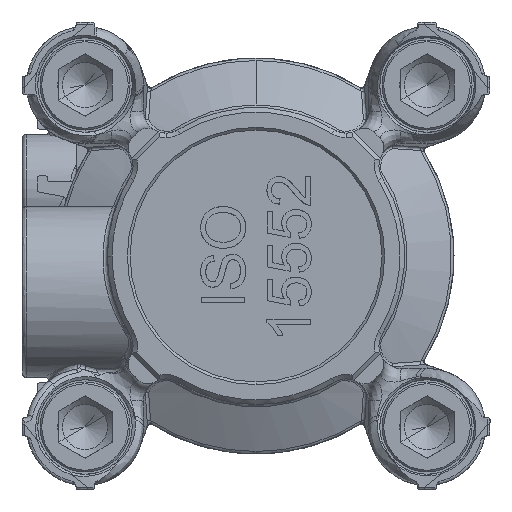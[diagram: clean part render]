
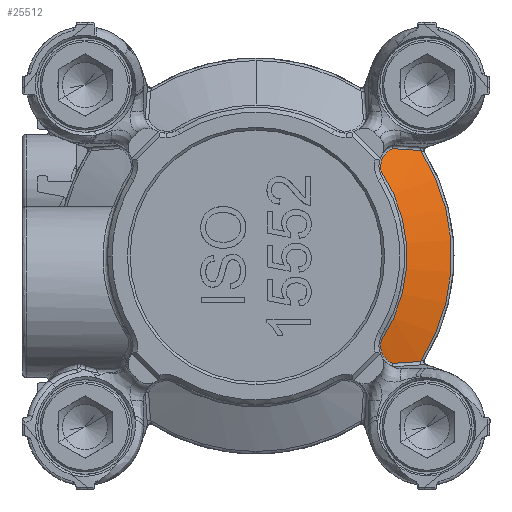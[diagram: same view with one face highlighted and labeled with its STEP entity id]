
A CAD part, front view. The second image highlights one B-rep face of the part: STEP entity #25512.
In plain terms, the highlighted conical face has half-angle 63.5 degrees and reference radius 21.723 mm.
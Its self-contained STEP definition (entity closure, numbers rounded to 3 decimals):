
#1399 = DIRECTION ( 'NONE',  ( 0., 1., 0. ) ) ;
#2436 = CARTESIAN_POINT ( 'NONE',  ( 13.994, 22.665, -10.705 ) ) ;
#4065 = CARTESIAN_POINT ( 'NONE',  ( 18.289, 24.711, -11.721 ) ) ;
#4444 = CARTESIAN_POINT ( 'NONE',  ( 14.081, 22.758, -10.9 ) ) ;
#5008 = CARTESIAN_POINT ( 'NONE',  ( 14.355, 22.997, 11.326 ) ) ;
#6066 = VERTEX_POINT ( 'NONE', #48045 ) ;
#6510 = CARTESIAN_POINT ( 'NONE',  ( 14.769, 23.277, 11.707 ) ) ;
#7619 = ORIENTED_EDGE ( 'NONE', *, *, #44937, .T. ) ;
#10988 = B_SPLINE_CURVE_WITH_KNOTS ( 'NONE', 3,
 ( #90838, #74593, #36489, #6510, #83722, #82712, #58844, #27843, #91845, #5008, #60853, #68469, #44108, #66962, #52238, #51242, #13128, #28840, #67468, #97951, #50738, #99452, #81695, #12142, #75586 ),
 .UNSPECIFIED., .F., .F.,
 ( 4, 2, 1, 2, 2, 2, 1, 2, 2, 2, 1, 2, 2, 4 ),
 ( 0., 0.125, 0.188, 0.219, 0.25, 0.375, 0.438, 0.469, 0.5, 0.625, 0.688, 0.719, 0.75, 1. ),
 .UNSPECIFIED. ) ;
#11570 = CARTESIAN_POINT ( 'NONE',  ( 13.848, 22.348, -9.835 ) ) ;
#11603 = AXIS2_PLACEMENT_3D ( 'NONE', #94350, #1399, #92347 ) ;
#12142 = CARTESIAN_POINT ( 'NONE',  ( 13.848, 22.29, 9.634 ) ) ;
#13128 = CARTESIAN_POINT ( 'NONE',  ( 13.978, 22.648, 10.672 ) ) ;
#16378 = EDGE_LOOP ( 'NONE', ( #56704, #40463, #69655, #41272, #58115, #7619 ) ) ;
#17220 = VERTEX_POINT ( 'NONE', #82682 ) ;
#19676 = CARTESIAN_POINT ( 'NONE',  ( 14.379, 23.014, -11.352 ) ) ;
#22002 = EDGE_CURVE ( 'NONE', #49808, #38443, #29718, .T. ) ;
#25512 = ADVANCED_FACE ( 'NONE', ( #30356 ), #74804, .T. ) ;
#25803 = CARTESIAN_POINT ( 'NONE',  ( 14.208, 22.879, -11.13 ) ) ;
#27843 = CARTESIAN_POINT ( 'NONE',  ( 14.555, 23.139, 11.532 ) ) ;
#28840 = CARTESIAN_POINT ( 'NONE',  ( 13.923, 22.571, 10.487 ) ) ;
#29718 = B_SPLINE_CURVE_WITH_KNOTS ( 'NONE', 3,
 ( #60880, #38512, #45638, #53261 ),
 .UNSPECIFIED., .F., .F.,
 ( 4, 4 ),
 ( 0., 1. ),
 .UNSPECIFIED. ) ;
#30356 = FACE_OUTER_BOUND ( 'NONE', #16378, .T. ) ;
#32957 = B_SPLINE_CURVE_WITH_KNOTS ( 'NONE', 3,
 ( #49171, #89757, #42044, #11570, #72518, #74019, #72020, #73027, #88751, #50173, #73524, #34913, #2436, #97383, #65894, #33416, #4444, #58278, #25803, #89257, #19676, #35413, #56788, #87753, #33917, #51668, #60785 ),
 .UNSPECIFIED., .F., .F.,
 ( 4, 2, 1, 1, 2, 2, 2, 1, 1, 2, 2, 2, 1, 2, 2, 4 ),
 ( 0., 0.125, 0.187, 0.219, 0.234, 0.25, 0.375, 0.437, 0.469, 0.484, 0.5, 0.625, 0.687, 0.719, 0.75, 1. ),
 .UNSPECIFIED. ) ;
#33416 = CARTESIAN_POINT ( 'NONE',  ( 14.073, 22.751, -10.884 ) ) ;
#33917 = CARTESIAN_POINT ( 'NONE',  ( 14.711, 23.246, -11.68 ) ) ;
#34913 = CARTESIAN_POINT ( 'NONE',  ( 13.962, 22.624, -10.614 ) ) ;
#35413 = CARTESIAN_POINT ( 'NONE',  ( 14.443, 23.061, -11.422 ) ) ;
#36489 = CARTESIAN_POINT ( 'NONE',  ( 14.924, 23.369, 11.811 ) ) ;
#36675 = CARTESIAN_POINT ( 'NONE',  ( 13.915, 22.245, -9.372 ) ) ;
#37904 = VERTEX_POINT ( 'NONE', #88744 ) ;
#38443 = VERTEX_POINT ( 'NONE', #78392 ) ;
#38512 = CARTESIAN_POINT ( 'NONE',  ( 17.193, 24.271, 11.796 ) ) ;
#38686 = VERTEX_POINT ( 'NONE', #36675 ) ;
#40463 = ORIENTED_EDGE ( 'NONE', *, *, #54933, .F. ) ;
#40555 = CARTESIAN_POINT ( 'NONE',  ( 0., 22.245, 0. ) ) ;
#41272 = ORIENTED_EDGE ( 'NONE', *, *, #77435, .T. ) ;
#42044 = CARTESIAN_POINT ( 'NONE',  ( 13.86, 22.296, -9.635 ) ) ;
#42148 = CARTESIAN_POINT ( 'NONE',  ( 18.289, 24.711, 11.721 ) ) ;
#42661 = CARTESIAN_POINT ( 'NONE',  ( 17.193, 24.271, -11.796 ) ) ;
#44108 = CARTESIAN_POINT ( 'NONE',  ( 14.145, 22.82, 11.019 ) ) ;
#44158 = CARTESIAN_POINT ( 'NONE',  ( 16.148, 23.865, -11.864 ) ) ;
#44937 = EDGE_CURVE ( 'NONE', #38686, #17220, #32957, .T. ) ;
#45638 = CARTESIAN_POINT ( 'NONE',  ( 16.148, 23.865, 11.864 ) ) ;
#48045 = CARTESIAN_POINT ( 'NONE',  ( 13.915, 22.245, 9.372 ) ) ;
#49171 = CARTESIAN_POINT ( 'NONE',  ( 13.915, 22.245, -9.372 ) ) ;
#49808 = VERTEX_POINT ( 'NONE', #42148 ) ;
#50173 = CARTESIAN_POINT ( 'NONE',  ( 13.88, 22.498, -10.303 ) ) ;
#50738 = CARTESIAN_POINT ( 'NONE',  ( 13.871, 22.475, 10.236 ) ) ;
#51242 = CARTESIAN_POINT ( 'NONE',  ( 14.026, 22.704, 10.792 ) ) ;
#51668 = CARTESIAN_POINT ( 'NONE',  ( 14.916, 23.369, -11.82 ) ) ;
#52238 = CARTESIAN_POINT ( 'NONE',  ( 14.101, 22.778, 10.939 ) ) ;
#53261 = CARTESIAN_POINT ( 'NONE',  ( 15.152, 23.494, 11.925 ) ) ;
#53752 = EDGE_CURVE ( 'NONE', #6066, #38686, #100182, .T. ) ;
#54798 = DIRECTION ( 'NONE',  ( 0., 0., 1. ) ) ;
#54933 = EDGE_CURVE ( 'NONE', #49808, #37904, #84193, .T. ) ;
#56704 = ORIENTED_EDGE ( 'NONE', *, *, #88471, .T. ) ;
#56788 = CARTESIAN_POINT ( 'NONE',  ( 14.487, 23.092, -11.467 ) ) ;
#56812 = DIRECTION ( 'NONE',  ( 0., 1., 0. ) ) ;
#58115 = ORIENTED_EDGE ( 'NONE', *, *, #53752, .T. ) ;
#58278 = CARTESIAN_POINT ( 'NONE',  ( 14.144, 22.821, -11.024 ) ) ;
#58799 = DIRECTION ( 'NONE',  ( 0., 0., -1. ) ) ;
#58844 = CARTESIAN_POINT ( 'NONE',  ( 14.577, 23.154, 11.552 ) ) ;
#60785 = CARTESIAN_POINT ( 'NONE',  ( 15.152, 23.494, -11.925 ) ) ;
#60853 = CARTESIAN_POINT ( 'NONE',  ( 14.244, 22.907, 11.176 ) ) ;
#60880 = CARTESIAN_POINT ( 'NONE',  ( 18.289, 24.711, 11.721 ) ) ;
#65894 = CARTESIAN_POINT ( 'NONE',  ( 14.059, 22.736, -10.855 ) ) ;
#66962 = CARTESIAN_POINT ( 'NONE',  ( 14.114, 22.791, 10.965 ) ) ;
#67468 = CARTESIAN_POINT ( 'NONE',  ( 13.899, 22.534, 10.394 ) ) ;
#68469 = CARTESIAN_POINT ( 'NONE',  ( 14.192, 22.863, 11.099 ) ) ;
#69655 = ORIENTED_EDGE ( 'NONE', *, *, #22002, .T. ) ;
#72020 = CARTESIAN_POINT ( 'NONE',  ( 13.857, 22.431, -10.106 ) ) ;
#72518 = CARTESIAN_POINT ( 'NONE',  ( 13.846, 22.377, -9.936 ) ) ;
#73027 = CARTESIAN_POINT ( 'NONE',  ( 13.86, 22.443, -10.14 ) ) ;
#73054 = CARTESIAN_POINT ( 'NONE',  ( 0., 24.711, 0. ) ) ;
#73524 = CARTESIAN_POINT ( 'NONE',  ( 13.906, 22.546, -10.429 ) ) ;
#74019 = CARTESIAN_POINT ( 'NONE',  ( 13.852, 22.414, -10.054 ) ) ;
#74593 = CARTESIAN_POINT ( 'NONE',  ( 15.034, 23.432, 11.873 ) ) ;
#74646 = CARTESIAN_POINT ( 'NONE',  ( 15.152, 23.494, -11.925 ) ) ;
#74804 = CONICAL_SURFACE ( 'NONE', #11603, 21.723, 1.108 ) ;
#75586 = CARTESIAN_POINT ( 'NONE',  ( 13.915, 22.245, 9.372 ) ) ;
#77124 = B_SPLINE_CURVE_WITH_KNOTS ( 'NONE', 3,
 ( #74646, #44158, #42661, #4065 ),
 .UNSPECIFIED., .F., .F.,
 ( 4, 4 ),
 ( 0., 1. ),
 .UNSPECIFIED. ) ;
#77435 = EDGE_CURVE ( 'NONE', #38443, #6066, #10988, .T. ) ;
#78392 = CARTESIAN_POINT ( 'NONE',  ( 15.152, 23.494, 11.925 ) ) ;
#79246 = AXIS2_PLACEMENT_3D ( 'NONE', #73054, #56812, #58799 ) ;
#81695 = CARTESIAN_POINT ( 'NONE',  ( 13.83, 22.359, 9.899 ) ) ;
#82682 = CARTESIAN_POINT ( 'NONE',  ( 15.152, 23.494, -11.925 ) ) ;
#82712 = CARTESIAN_POINT ( 'NONE',  ( 14.624, 23.184, 11.592 ) ) ;
#83722 = CARTESIAN_POINT ( 'NONE',  ( 14.695, 23.23, 11.652 ) ) ;
#84193 = CIRCLE ( 'NONE', #79246, 21.723 ) ;
#86264 = DIRECTION ( 'NONE',  ( 0., 1., 0. ) ) ;
#87753 = CARTESIAN_POINT ( 'NONE',  ( 14.511, 23.109, -11.491 ) ) ;
#88471 = EDGE_CURVE ( 'NONE', #17220, #37904, #77124, .T. ) ;
#88744 = CARTESIAN_POINT ( 'NONE',  ( 18.289, 24.711, -11.721 ) ) ;
#88751 = CARTESIAN_POINT ( 'NONE',  ( 13.862, 22.449, -10.158 ) ) ;
#89257 = CARTESIAN_POINT ( 'NONE',  ( 14.319, 22.969, -11.279 ) ) ;
#89757 = CARTESIAN_POINT ( 'NONE',  ( 13.882, 22.267, -9.503 ) ) ;
#90838 = CARTESIAN_POINT ( 'NONE',  ( 15.152, 23.494, 11.925 ) ) ;
#91845 = CARTESIAN_POINT ( 'NONE',  ( 14.439, 23.059, 11.421 ) ) ;
#92347 = DIRECTION ( 'NONE',  ( -1., 0., 0. ) ) ;
#94350 = CARTESIAN_POINT ( 'NONE',  ( 0., 24.711, 0. ) ) ;
#95347 = AXIS2_PLACEMENT_3D ( 'NONE', #40555, #86264, #54798 ) ;
#97383 = CARTESIAN_POINT ( 'NONE',  ( 14.038, 22.714, -10.81 ) ) ;
#97951 = CARTESIAN_POINT ( 'NONE',  ( 13.882, 22.498, 10.3 ) ) ;
#99452 = CARTESIAN_POINT ( 'NONE',  ( 13.867, 22.465, 10.207 ) ) ;
#100182 = CIRCLE ( 'NONE', #95347, 16.777 ) ;
